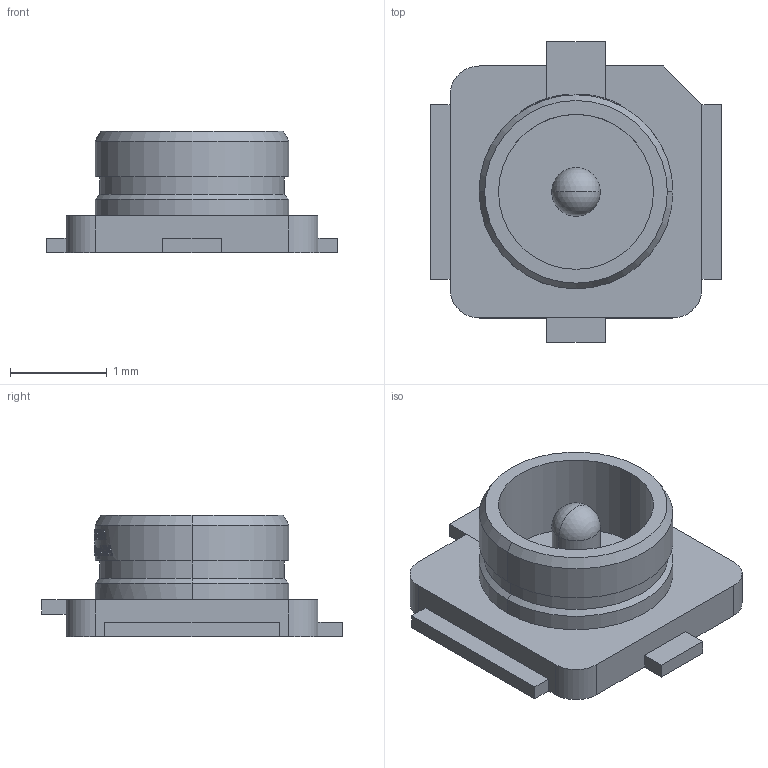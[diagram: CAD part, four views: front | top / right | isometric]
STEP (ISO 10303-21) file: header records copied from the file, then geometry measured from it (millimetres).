
FILE_DESCRIPTION (( 'STEP AP214' ), '1' );
FILE_NAME ('RF-SMD_FRF05002-JSS103M.step', '2022-07-05T10:44:12', ( '' ), ( '' ), 'SwSTEP 2.0', 'SolidWorks 2020', '' );
FILE_SCHEMA (( 'AUTOMOTIVE_DESIGN' ));
Length unit declared in the file: millimetre
Products named in the file (1): RF-SMD_FRF05002-JSS103M
Bounding box: 3 x 3.1 x 1.25 mm (x, y, z)
Volume: 3.7 mm3; surface area: 31.1 mm2
Topology: 1 solids, 1 shells, 280 faces, 762 edges, 503 vertices
Faces by surface type: bspline 203, cylinder 37, plane 32, sphere 4, cone 4
Entity records: 12865 total; most frequent: CARTESIAN_POINT 4494, ORIENTED_EDGE 1508, EDGE_CURVE 754, B_SPLINE_CURVE_WITH_KNOTS 607, VERTEX_POINT 499, DIRECTION 347, EDGE_LOOP 303, UNCERTAINTY_MEASURE_WITH_UNIT 283
